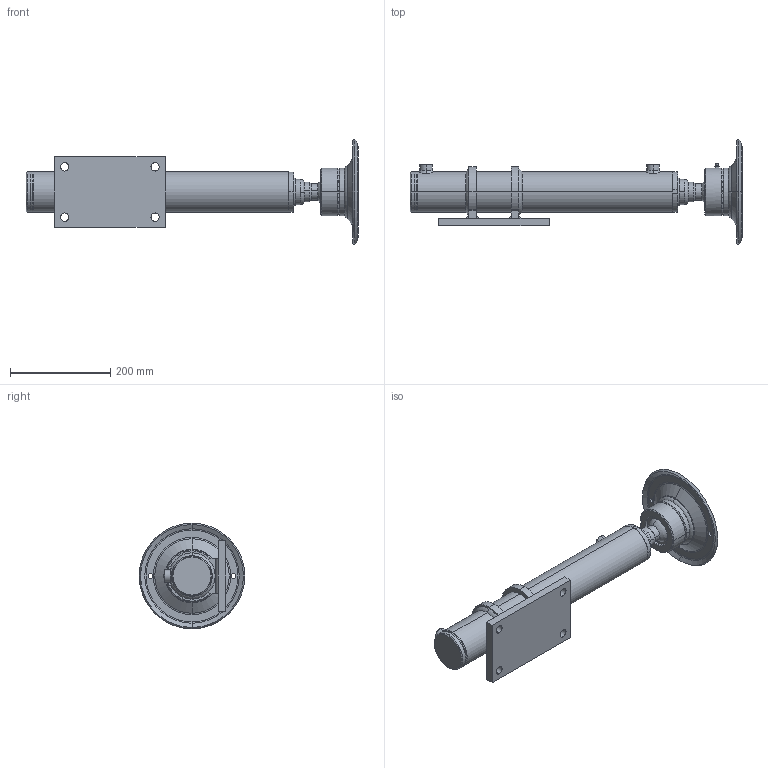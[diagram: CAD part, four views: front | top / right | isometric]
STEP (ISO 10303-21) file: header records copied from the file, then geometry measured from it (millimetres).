
FILE_DESCRIPTION (( 'STEP AP203' ), '1' );
FILE_NAME ('75070.420BEQ.STEP', '2014-09-02T12:28:29', ( '' ), ( '' ), 'SwSTEP 2.0', 'SolidWorks 2013', '' );
FILE_SCHEMA (( 'CONFIG_CONTROL_DESIGN' ));
Length unit declared in the file: millimetre
Products named in the file (1): 75070.420BEQ
Bounding box: 660.99 x 210 x 210 mm (x, y, z)
Surface area: 448610 mm2 (no closed solid volume)
Topology: 0 solids, 28 shells, 188 faces, 489 edges, 323 vertices
Faces by surface type: cylinder 64, plane 50, cone 46, torus 26, sphere 2
Entity records: 6281 total; most frequent: CARTESIAN_POINT 1461, DIRECTION 1119, ORIENTED_EDGE 830, EDGE_CURVE 484, AXIS2_PLACEMENT_3D 462, VERTEX_POINT 320, CIRCLE 273, EDGE_LOOP 221
